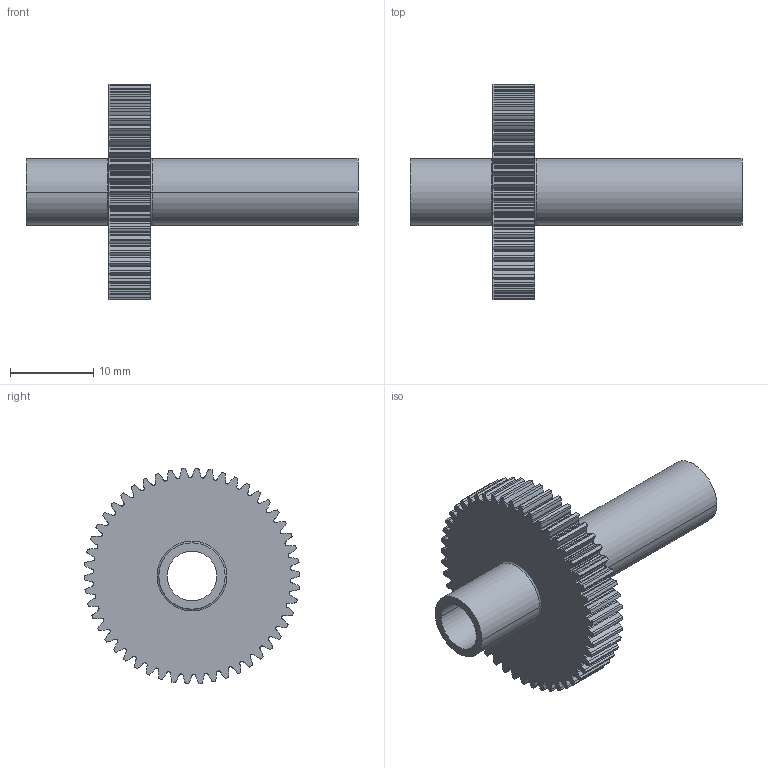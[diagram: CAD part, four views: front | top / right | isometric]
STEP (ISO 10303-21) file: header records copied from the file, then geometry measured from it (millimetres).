
FILE_DESCRIPTION(('STEP AP214'),'1');
FILE_NAME('cctmp_1EF62600-D5EA-400B-9EE5-EE24066C0FCE_2021_08_18_16_59_49_0327_154240..stp','2021-08-18T14:59:49',('igus GmbH'),('CADClick - www.CADClick.com'),'Spatial InterOp 3D',' ','unknown authorization');
FILE_SCHEMA(('AUTOMOTIVE_DESIGN'));
Length unit declared in the file: millimetre
Products named in the file (1): 2021_08_18_16_59_49_0311
Bounding box: 40 x 26 x 25.99 mm (x, y, z)
Volume: 3069.6 mm3; surface area: 3319.7 mm2
Topology: 1 solids, 1 shells, 514 faces, 1526 edges, 1016 vertices
Faces by surface type: cylinder 506, torus 4, plane 4
Entity records: 21998 total; most frequent: DIRECTION 3576, CARTESIAN_POINT 3057, ORIENTED_EDGE 3052, AXIS2_PLACEMENT_3D 1535, EDGE_CURVE 1526, CIRCLE 1020, VERTEX_POINT 1016, EDGE_LOOP 518
